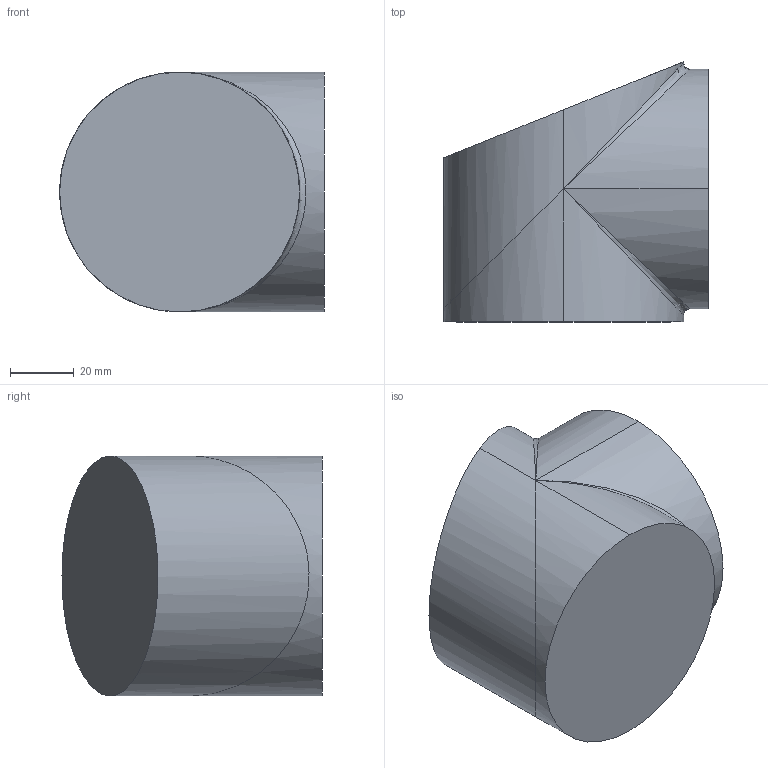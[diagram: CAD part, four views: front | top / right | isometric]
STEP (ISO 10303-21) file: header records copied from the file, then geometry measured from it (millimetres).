
FILE_DESCRIPTION (( 'STEP AP203' ), '1' );
FILE_NAME ('31101_Default_sldprt.STEP', '2025-12-17T02:05:17', ( '' ), ( '' ), 'SwSTEP 2.0', 'SolidWorks 2020', '' );
FILE_SCHEMA (( 'CONFIG_CONTROL_DESIGN' ));
Length unit declared in the file: centimetre
Products named in the file (1): 31101_Default_sldprt
Bounding box: 82.75 x 81.28 x 75 mm (x, y, z)
Surface area: 39009.5 mm2 (no closed solid volume)
Topology: 0 solids, 26 shells, 528 faces, 1253 edges, 740 vertices
Faces by surface type: bspline 266, cone 97, plane 94, cylinder 71
Entity records: 26053 total; most frequent: CARTESIAN_POINT 16112, ORIENTED_EDGE 2431, DIRECTION 1496, EDGE_CURVE 1220, VERTEX_POINT 740, AXIS2_PLACEMENT_3D 597, B_SPLINE_CURVE_WITH_KNOTS 541, EDGE_LOOP 529
